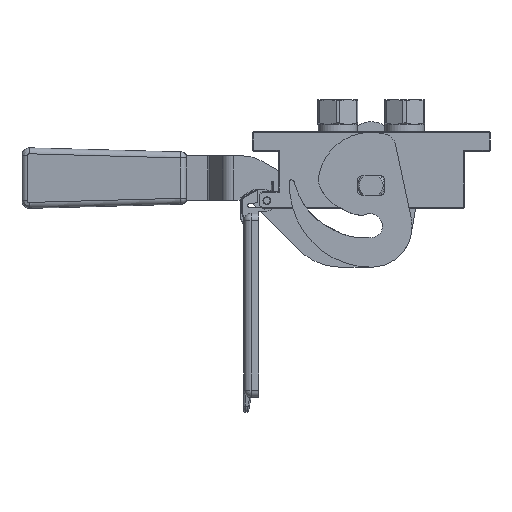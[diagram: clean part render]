
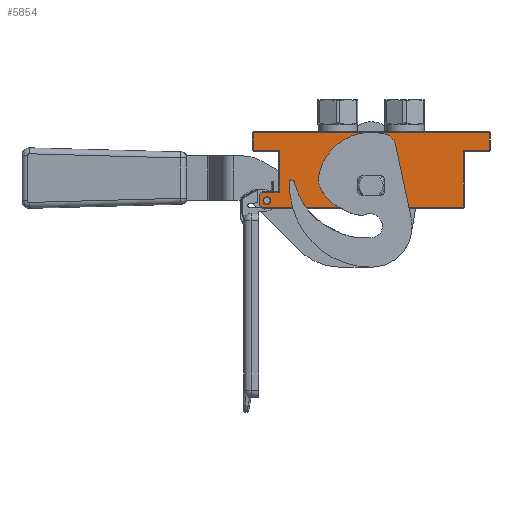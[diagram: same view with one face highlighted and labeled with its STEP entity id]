
A CAD part, front view. The second image highlights one B-rep face of the part: STEP entity #5854.
In plain terms, the highlighted planar face has unit normal (0, -1, 0).
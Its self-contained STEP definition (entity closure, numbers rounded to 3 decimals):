
#750 = ORIENTED_EDGE ( 'NONE', *, *, #6274, .F. ) ;
#1697 = LINE ( 'NONE', #7362, #83804 ) ;
#2756 = DIRECTION ( 'NONE',  ( 1., 0., 0. ) ) ;
#4681 = DIRECTION ( 'NONE',  ( 1., 0., 0. ) ) ;
#5854 = ADVANCED_FACE ( 'NONE', ( #7169, #66101, #41825 ), #80168, .F. ) ;
#6274 = EDGE_CURVE ( 'NONE', #53238, #80340, #85736, .T. ) ;
#6654 = ORIENTED_EDGE ( 'NONE', *, *, #64539, .T. ) ;
#6795 = EDGE_CURVE ( 'NONE', #27515, #89578, #32417, .T. ) ;
#7169 = FACE_OUTER_BOUND ( 'NONE', #60995, .T. ) ;
#7362 = CARTESIAN_POINT ( 'NONE',  ( 79.5, 0., -0.5 ) ) ;
#7891 = LINE ( 'NONE', #78083, #49493 ) ;
#9302 = CARTESIAN_POINT ( 'NONE',  ( -62., 0., -12.5 ) ) ;
#9590 = CIRCLE ( 'NONE', #47777, 11.3 ) ;
#9683 = LINE ( 'NONE', #24596, #16701 ) ;
#10192 = DIRECTION ( 'NONE',  ( 0., 0., 1. ) ) ;
#10812 = CARTESIAN_POINT ( 'NONE',  ( 79.5, 0., -12.5 ) ) ;
#11871 = CARTESIAN_POINT ( 'NONE',  ( -67.75, 0., -46.3 ) ) ;
#12414 = ORIENTED_EDGE ( 'NONE', *, *, #40938, .T. ) ;
#12480 = CARTESIAN_POINT ( 'NONE',  ( -73.293, 0., -50.8 ) ) ;
#12850 = CARTESIAN_POINT ( 'NONE',  ( 79.5, 0., -12.5 ) ) ;
#16329 = LINE ( 'NONE', #59487, #48617 ) ;
#16701 = VECTOR ( 'NONE', #83094, 1000. ) ;
#17121 = VECTOR ( 'NONE', #76096, 1000. ) ;
#17172 = CARTESIAN_POINT ( 'NONE',  ( -75., 0., -42.207 ) ) ;
#17277 = CARTESIAN_POINT ( 'NONE',  ( 62., 0., -50.8 ) ) ;
#17377 = CARTESIAN_POINT ( 'NONE',  ( -70.3, 0., -46.3 ) ) ;
#18069 = DIRECTION ( 'NONE',  ( 0., 0., -1. ) ) ;
#18510 = EDGE_LOOP ( 'NONE', ( #31686, #750 ) ) ;
#19583 = VERTEX_POINT ( 'NONE', #12850 ) ;
#21385 = CARTESIAN_POINT ( 'NONE',  ( 0., 0., -47.4 ) ) ;
#21525 = ORIENTED_EDGE ( 'NONE', *, *, #32056, .T. ) ;
#22607 = DIRECTION ( 'NONE',  ( -1., 0., 0. ) ) ;
#24596 = CARTESIAN_POINT ( 'NONE',  ( -79.5, 0., -0.5 ) ) ;
#24779 = DIRECTION ( 'NONE',  ( 0., -1., 0. ) ) ;
#25072 = LINE ( 'NONE', #64283, #82933 ) ;
#26188 = VERTEX_POINT ( 'NONE', #59630 ) ;
#26537 = ORIENTED_EDGE ( 'NONE', *, *, #58033, .F. ) ;
#26606 = CARTESIAN_POINT ( 'NONE',  ( -70.3, 0., -46.3 ) ) ;
#27020 = VECTOR ( 'NONE', #56790, 1000. ) ;
#27203 = ORIENTED_EDGE ( 'NONE', *, *, #70930, .T. ) ;
#27515 = VERTEX_POINT ( 'NONE', #69201 ) ;
#28104 = ORIENTED_EDGE ( 'NONE', *, *, #87676, .T. ) ;
#28779 = DIRECTION ( 'NONE',  ( 1., 0., 0. ) ) ;
#29184 = AXIS2_PLACEMENT_3D ( 'NONE', #65592, #73052, #28779 ) ;
#29774 = VECTOR ( 'NONE', #18069, 1000. ) ;
#31066 = AXIS2_PLACEMENT_3D ( 'NONE', #17377, #24779, #2756 ) ;
#31096 = DIRECTION ( 'NONE',  ( 0., 1., 0. ) ) ;
#31686 = ORIENTED_EDGE ( 'NONE', *, *, #53795, .F. ) ;
#32056 = EDGE_CURVE ( 'NONE', #71723, #65687, #1697, .T. ) ;
#32417 = LINE ( 'NONE', #73753, #34695 ) ;
#33805 = ORIENTED_EDGE ( 'NONE', *, *, #56926, .T. ) ;
#34260 = DIRECTION ( 'NONE',  ( 1., 0., 0. ) ) ;
#34695 = VECTOR ( 'NONE', #58562, 1000. ) ;
#35143 = AXIS2_PLACEMENT_3D ( 'NONE', #26606, #92633, #78312 ) ;
#36182 = CARTESIAN_POINT ( 'NONE',  ( 0., 0., -24.8 ) ) ;
#37184 = DIRECTION ( 'NONE',  ( -0.707, 0., 0.707 ) ) ;
#38763 = VECTOR ( 'NONE', #57422, 1000. ) ;
#39066 = CIRCLE ( 'NONE', #35143, 2.55 ) ;
#40107 = VERTEX_POINT ( 'NONE', #47785 ) ;
#40288 = LINE ( 'NONE', #90092, #52998 ) ;
#40938 = EDGE_CURVE ( 'NONE', #40107, #87369, #64113, .T. ) ;
#41825 = FACE_BOUND ( 'NONE', #18510, .T. ) ;
#46425 = AXIS2_PLACEMENT_3D ( 'NONE', #75351, #31096, #82821 ) ;
#46491 = VERTEX_POINT ( 'NONE', #72306 ) ;
#47081 = EDGE_CURVE ( 'NONE', #87369, #51813, #40288, .T. ) ;
#47777 = AXIS2_PLACEMENT_3D ( 'NONE', #51600, #59988, #60305 ) ;
#47785 = CARTESIAN_POINT ( 'NONE',  ( -73.293, 0., -50.8 ) ) ;
#48617 = VECTOR ( 'NONE', #37184, 1000. ) ;
#49493 = VECTOR ( 'NONE', #4681, 1000. ) ;
#49988 = CARTESIAN_POINT ( 'NONE',  ( -75., 0., -42.207 ) ) ;
#50615 = CARTESIAN_POINT ( 'NONE',  ( -75., 0., -42.207 ) ) ;
#51600 = CARTESIAN_POINT ( 'NONE',  ( 0., 0., -36.1 ) ) ;
#51813 = VERTEX_POINT ( 'NONE', #78341 ) ;
#52998 = VECTOR ( 'NONE', #10192, 1000. ) ;
#53238 = VERTEX_POINT ( 'NONE', #11871 ) ;
#53453 = ORIENTED_EDGE ( 'NONE', *, *, #67438, .T. ) ;
#53795 = EDGE_CURVE ( 'NONE', #80340, #53238, #39066, .T. ) ;
#56680 = CARTESIAN_POINT ( 'NONE',  ( 79.5, 0., -0.5 ) ) ;
#56790 = DIRECTION ( 'NONE',  ( 0., 0., -1. ) ) ;
#56926 = EDGE_CURVE ( 'NONE', #94280, #82526, #9590, .T. ) ;
#57422 = DIRECTION ( 'NONE',  ( 0.707, 0., 0.707 ) ) ;
#58033 = EDGE_CURVE ( 'NONE', #40107, #26188, #16329, .T. ) ;
#58249 = LINE ( 'NONE', #50615, #27020 ) ;
#58562 = DIRECTION ( 'NONE',  ( -1., 0., 0. ) ) ;
#59487 = CARTESIAN_POINT ( 'NONE',  ( -73.293, 0., -50.8 ) ) ;
#59630 = CARTESIAN_POINT ( 'NONE',  ( -75., 0., -49.093 ) ) ;
#59687 = ORIENTED_EDGE ( 'NONE', *, *, #72900, .T. ) ;
#59988 = DIRECTION ( 'NONE',  ( 0., 1., 0. ) ) ;
#60305 = DIRECTION ( 'NONE',  ( 0., 0., -1. ) ) ;
#60995 = EDGE_LOOP ( 'NONE', ( #28104, #68173, #63909, #63713, #6654, #26537, #12414, #72664, #53453, #94390, #21525, #27203 ) ) ;
#61394 = CIRCLE ( 'NONE', #46425, 11.3 ) ;
#63387 = CARTESIAN_POINT ( 'NONE',  ( -79.5, 0., -0.5 ) ) ;
#63713 = ORIENTED_EDGE ( 'NONE', *, *, #88401, .F. ) ;
#63909 = ORIENTED_EDGE ( 'NONE', *, *, #6795, .T. ) ;
#64113 = LINE ( 'NONE', #12480, #86154 ) ;
#64283 = CARTESIAN_POINT ( 'NONE',  ( -79.5, 0., -12.5 ) ) ;
#64539 = EDGE_CURVE ( 'NONE', #89396, #26188, #58249, .T. ) ;
#65592 = CARTESIAN_POINT ( 'NONE',  ( 0., 0., 0. ) ) ;
#65687 = VERTEX_POINT ( 'NONE', #63387 ) ;
#66101 = FACE_BOUND ( 'NONE', #70528, .T. ) ;
#67438 = EDGE_CURVE ( 'NONE', #51813, #19583, #7891, .T. ) ;
#68173 = ORIENTED_EDGE ( 'NONE', *, *, #68817, .T. ) ;
#68817 = EDGE_CURVE ( 'NONE', #89796, #27515, #69086, .T. ) ;
#69086 = LINE ( 'NONE', #9302, #29774 ) ;
#69201 = CARTESIAN_POINT ( 'NONE',  ( -62., 0., -40.5 ) ) ;
#70528 = EDGE_LOOP ( 'NONE', ( #59687, #33805 ) ) ;
#70930 = EDGE_CURVE ( 'NONE', #65687, #46491, #9683, .T. ) ;
#71723 = VERTEX_POINT ( 'NONE', #56680 ) ;
#72306 = CARTESIAN_POINT ( 'NONE',  ( -79.5, 0., -12.5 ) ) ;
#72664 = ORIENTED_EDGE ( 'NONE', *, *, #47081, .T. ) ;
#72900 = EDGE_CURVE ( 'NONE', #82526, #94280, #61394, .T. ) ;
#73052 = DIRECTION ( 'NONE',  ( 0., 1., 0. ) ) ;
#73753 = CARTESIAN_POINT ( 'NONE',  ( -62., 0., -40.5 ) ) ;
#75351 = CARTESIAN_POINT ( 'NONE',  ( 0., 0., -36.1 ) ) ;
#76096 = DIRECTION ( 'NONE',  ( 0., 0., 1. ) ) ;
#78083 = CARTESIAN_POINT ( 'NONE',  ( 62., 0., -12.5 ) ) ;
#78312 = DIRECTION ( 'NONE',  ( -1., 0., 0. ) ) ;
#78341 = CARTESIAN_POINT ( 'NONE',  ( 62., 0., -12.5 ) ) ;
#78725 = DIRECTION ( 'NONE',  ( 1., 0., 0. ) ) ;
#80168 = PLANE ( 'NONE',  #29184 ) ;
#80340 = VERTEX_POINT ( 'NONE', #95159 ) ;
#80628 = LINE ( 'NONE', #10812, #17121 ) ;
#82526 = VERTEX_POINT ( 'NONE', #36182 ) ;
#82821 = DIRECTION ( 'NONE',  ( 0., 0., 1. ) ) ;
#82933 = VECTOR ( 'NONE', #34260, 1000. ) ;
#83094 = DIRECTION ( 'NONE',  ( 0., 0., -1. ) ) ;
#83804 = VECTOR ( 'NONE', #22607, 1000. ) ;
#83994 = CARTESIAN_POINT ( 'NONE',  ( -73.293, 0., -40.5 ) ) ;
#85736 = CIRCLE ( 'NONE', #31066, 2.55 ) ;
#86154 = VECTOR ( 'NONE', #78725, 1000. ) ;
#87369 = VERTEX_POINT ( 'NONE', #17277 ) ;
#87676 = EDGE_CURVE ( 'NONE', #46491, #89796, #25072, .T. ) ;
#88401 = EDGE_CURVE ( 'NONE', #89396, #89578, #92081, .T. ) ;
#89396 = VERTEX_POINT ( 'NONE', #17172 ) ;
#89578 = VERTEX_POINT ( 'NONE', #83994 ) ;
#89796 = VERTEX_POINT ( 'NONE', #95620 ) ;
#90092 = CARTESIAN_POINT ( 'NONE',  ( 62., 0., -50.8 ) ) ;
#92081 = LINE ( 'NONE', #49988, #38763 ) ;
#92633 = DIRECTION ( 'NONE',  ( 0., -1., 0. ) ) ;
#93143 = EDGE_CURVE ( 'NONE', #19583, #71723, #80628, .T. ) ;
#94280 = VERTEX_POINT ( 'NONE', #21385 ) ;
#94390 = ORIENTED_EDGE ( 'NONE', *, *, #93143, .T. ) ;
#95159 = CARTESIAN_POINT ( 'NONE',  ( -72.85, 0., -46.3 ) ) ;
#95620 = CARTESIAN_POINT ( 'NONE',  ( -62., 0., -12.5 ) ) ;
